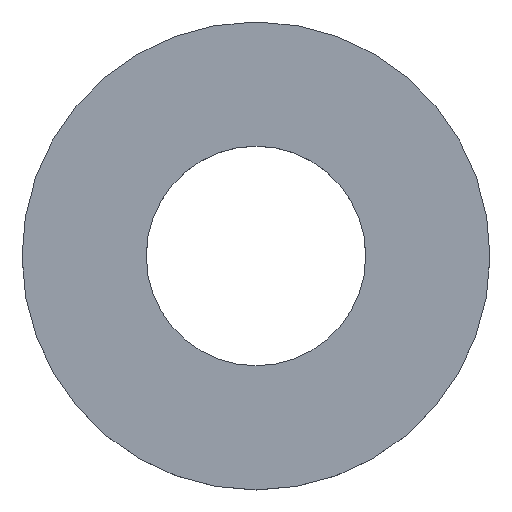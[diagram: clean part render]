
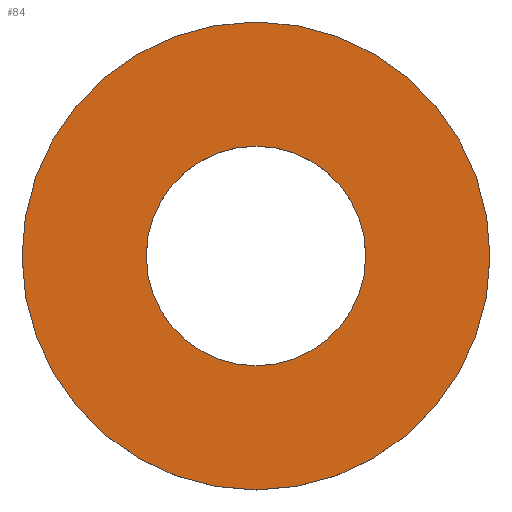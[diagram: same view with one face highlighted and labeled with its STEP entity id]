
A CAD part, top view. The second image highlights one B-rep face of the part: STEP entity #84.
In plain terms, the highlighted planar face has unit normal (0, 0, 1).
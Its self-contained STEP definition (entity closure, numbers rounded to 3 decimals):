
#15=FACE_BOUND('',#29,.T.);
#18=PLANE('',#107);
#23=FACE_OUTER_BOUND('',#28,.T.);
#28=EDGE_LOOP('',(#73,#74));
#29=EDGE_LOOP('',(#75));
#35=LINE('',#148,#40);
#40=VECTOR('',#122,10.);
#42=CIRCLE('',#101,3.05);
#45=CIRCLE('',#106,6.5);
#46=VERTEX_POINT('',#136);
#50=VERTEX_POINT('',#145);
#51=VERTEX_POINT('',#147);
#52=EDGE_CURVE('',#46,#46,#42,.T.);
#57=EDGE_CURVE('',#51,#50,#35,.T.);
#60=EDGE_CURVE('',#50,#51,#45,.T.);
#73=ORIENTED_EDGE('',*,*,#60,.T.);
#74=ORIENTED_EDGE('',*,*,#57,.T.);
#75=ORIENTED_EDGE('',*,*,#52,.T.);
#84=ADVANCED_FACE('',(#23,#15),#18,.T.);
#101=AXIS2_PLACEMENT_3D('',#137,#113,#114);
#106=AXIS2_PLACEMENT_3D('',#152,#128,#129);
#107=AXIS2_PLACEMENT_3D('',#153,#130,#131);
#113=DIRECTION('center_axis',(0.,0.,-1.));
#114=DIRECTION('ref_axis',(1.,0.,0.));
#122=DIRECTION('',(-1.,0.,0.));
#128=DIRECTION('center_axis',(0.,0.,1.));
#129=DIRECTION('ref_axis',(1.,0.,0.));
#130=DIRECTION('center_axis',(0.,0.,1.));
#131=DIRECTION('ref_axis',(1.,0.,0.));
#136=CARTESIAN_POINT('',(-3.05,0.,1.1));
#137=CARTESIAN_POINT('Origin',(0.,0.,1.1));
#145=CARTESIAN_POINT('',(-0.048,6.5,1.1));
#147=CARTESIAN_POINT('',(0.048,6.5,1.1));
#148=CARTESIAN_POINT('',(-0.048,6.5,1.1));
#152=CARTESIAN_POINT('Origin',(0.,0.,1.1));
#153=CARTESIAN_POINT('Origin',(0.,0.,1.1));
